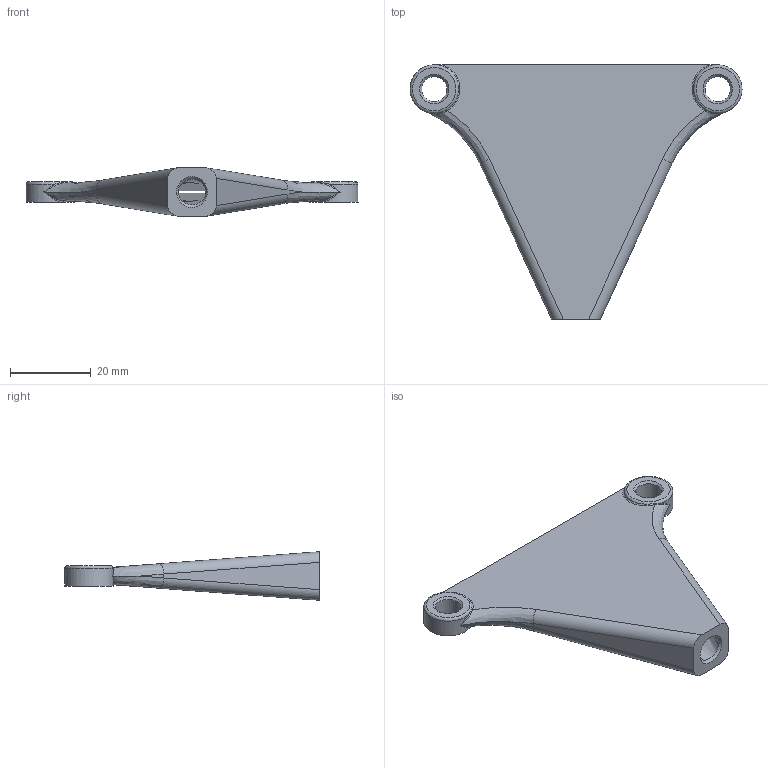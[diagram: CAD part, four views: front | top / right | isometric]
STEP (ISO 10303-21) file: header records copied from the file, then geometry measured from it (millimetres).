
FILE_DESCRIPTION(/* description */ (''),/* implementation_level */ '2;1');
FILE_NAME(/* name */ 'Seve Air Knife.step',/* time_stamp */ '2026-01-16T18:19:10-06:00',/* author */ (''),/* organization */ (''),/* preprocessor_version */ 'ST-DEVELOPER v20.1',/* originating_system */ 'Autodesk Translation Framework v14.21.0.0',/* authorisation */ '');
FILE_SCHEMA (('AUTOMOTIVE_DESIGN { 1 0 10303 214 3 1 1 }'));
Length unit declared in the file: inch
Products named in the file (1): (Unsaved)
Bounding box: 81.99 x 62.79 x 12 mm (x, y, z)
Volume: 12097 mm3; surface area: 11298.1 mm2
Topology: 1 solids, 1 shells, 42 faces, 102 edges, 62 vertices
Faces by surface type: bspline 18, cylinder 10, plane 10, torus 2, cone 2
Full cylindrical faces by diameter (mm): 6.223 x2, 11.989 x2
Entity records: 2219 total; most frequent: CARTESIAN_POINT 1259, ORIENTED_EDGE 204, DIRECTION 172, EDGE_CURVE 102, AXIS2_PLACEMENT_3D 73, VERTEX_POINT 62, EDGE_LOOP 48, FACE_OUTER_BOUND 42
